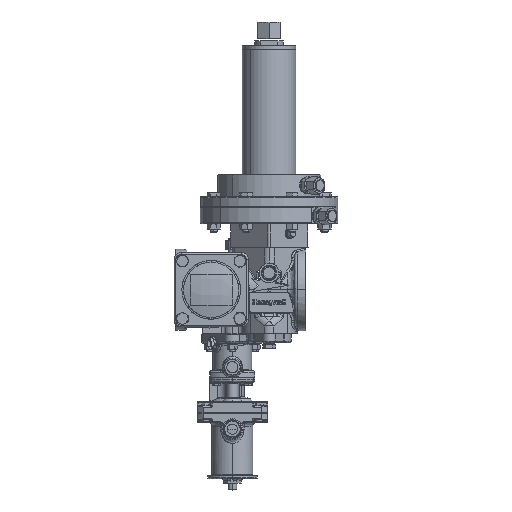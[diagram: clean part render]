
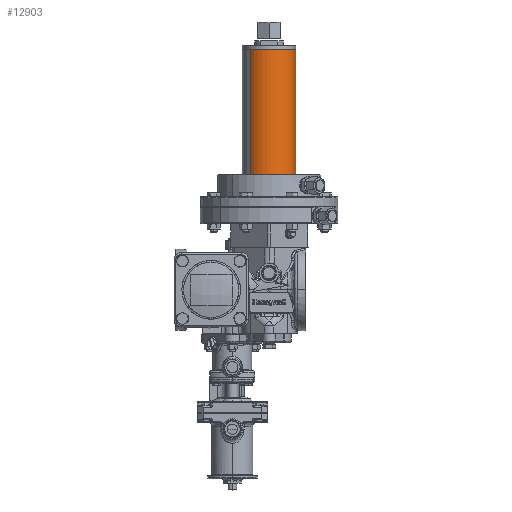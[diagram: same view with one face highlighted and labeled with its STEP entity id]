
A CAD part, top view. The second image highlights one B-rep face of the part: STEP entity #12903.
In plain terms, the highlighted cylindrical face has radius 38.05 mm (diameter 76.1 mm), a partial arc.
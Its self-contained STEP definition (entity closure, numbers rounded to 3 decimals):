
#682 = AXIS2_PLACEMENT_3D ( 'NONE', #151397, #56619, #167301 ) ;
#4238 = DIRECTION ( 'NONE',  ( 0., 1., 0. ) ) ;
#7774 = VERTEX_POINT ( 'NONE', #124424 ) ;
#9529 = VECTOR ( 'NONE', #4238, 1000. ) ;
#10287 = ORIENTED_EDGE ( 'NONE', *, *, #93624, .T. ) ;
#12903 = ADVANCED_FACE ( 'NONE', ( #112983 ), #187330, .T. ) ;
#18019 = ORIENTED_EDGE ( 'NONE', *, *, #20079, .T. ) ;
#20079 = EDGE_CURVE ( 'NONE', #184623, #43536, #202783, .T. ) ;
#29425 = AXIS2_PLACEMENT_3D ( 'NONE', #116309, #69280, #37454 ) ;
#37454 = DIRECTION ( 'NONE',  ( -1., 0., 0. ) ) ;
#38847 = AXIS2_PLACEMENT_3D ( 'NONE', #62690, #173388, #78576 ) ;
#40107 = CARTESIAN_POINT ( 'NONE',  ( 16.082, 164.759, 26.905 ) ) ;
#43536 = VERTEX_POINT ( 'NONE', #49577 ) ;
#49577 = CARTESIAN_POINT ( 'NONE',  ( 16.082, 164.759, 26.905 ) ) ;
#56619 = DIRECTION ( 'NONE',  ( 0., -1., 0. ) ) ;
#58072 = EDGE_LOOP ( 'NONE', ( #117514, #95469, #18019, #10287 ) ) ;
#62690 = CARTESIAN_POINT ( 'NONE',  ( 42.988, 164.759, 0. ) ) ;
#69280 = DIRECTION ( 'NONE',  ( 0., 1., 0. ) ) ;
#76487 = VECTOR ( 'NONE', #166710, 1000. ) ;
#78576 = DIRECTION ( 'NONE',  ( -1., 0., 0. ) ) ;
#93624 = EDGE_CURVE ( 'NONE', #43536, #7774, #198575, .T. ) ;
#93894 = CARTESIAN_POINT ( 'NONE',  ( 69.893, 342.759, -26.905 ) ) ;
#95469 = ORIENTED_EDGE ( 'NONE', *, *, #98492, .T. ) ;
#95717 = VERTEX_POINT ( 'NONE', #93894 ) ;
#98492 = EDGE_CURVE ( 'NONE', #95717, #184623, #101487, .T. ) ;
#101487 = CIRCLE ( 'NONE', #682, 38.05 ) ;
#112983 = FACE_OUTER_BOUND ( 'NONE', #58072, .T. ) ;
#116309 = CARTESIAN_POINT ( 'NONE',  ( 42.988, 164.759, 0. ) ) ;
#117514 = ORIENTED_EDGE ( 'NONE', *, *, #130448, .T. ) ;
#124424 = CARTESIAN_POINT ( 'NONE',  ( 69.893, 164.759, -26.905 ) ) ;
#130448 = EDGE_CURVE ( 'NONE', #7774, #95717, #172936, .T. ) ;
#143329 = CARTESIAN_POINT ( 'NONE',  ( 69.893, 164.759, -26.905 ) ) ;
#151397 = CARTESIAN_POINT ( 'NONE',  ( 42.988, 342.759, 0. ) ) ;
#166710 = DIRECTION ( 'NONE',  ( 0., -1., 0. ) ) ;
#167301 = DIRECTION ( 'NONE',  ( -1., 0., 0. ) ) ;
#172936 = LINE ( 'NONE', #143329, #9529 ) ;
#173388 = DIRECTION ( 'NONE',  ( 0., 1., 0. ) ) ;
#184623 = VERTEX_POINT ( 'NONE', #197683 ) ;
#187330 = CYLINDRICAL_SURFACE ( 'NONE', #29425, 38.05 ) ;
#197683 = CARTESIAN_POINT ( 'NONE',  ( 16.082, 342.759, 26.905 ) ) ;
#198575 = CIRCLE ( 'NONE', #38847, 38.05 ) ;
#202783 = LINE ( 'NONE', #40107, #76487 ) ;
